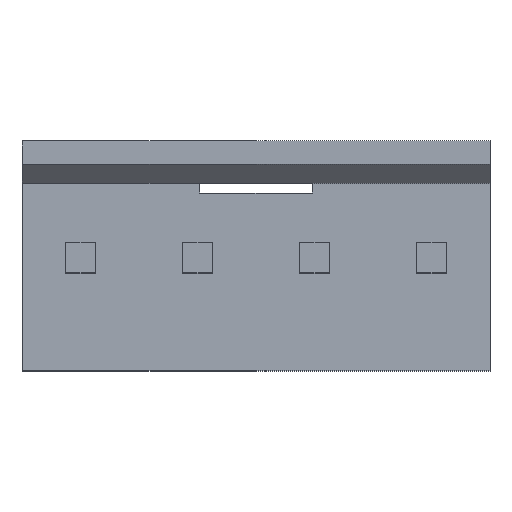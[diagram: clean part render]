
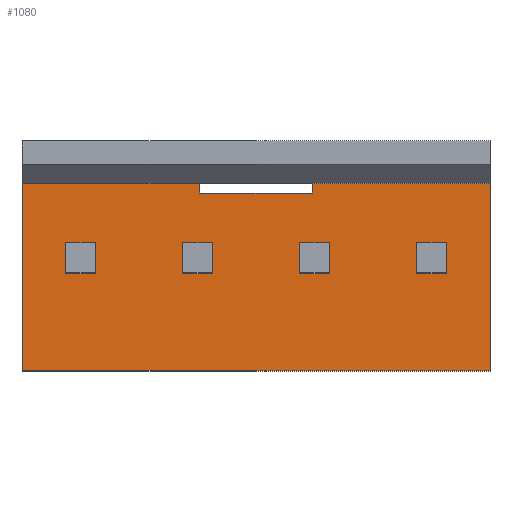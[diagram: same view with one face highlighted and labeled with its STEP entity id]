
A CAD part, top view. The second image highlights one B-rep face of the part: STEP entity #1080.
In plain terms, the highlighted planar face has unit normal (0, 0, 1).
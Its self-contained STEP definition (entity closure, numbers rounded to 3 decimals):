
#142=DIRECTION('',(0.,-1.,0.));
#143=VECTOR('',#142,4.);
#144=CARTESIAN_POINT('',(-5.,1.6,-7.5));
#145=LINE('',#144,#143);
#294=DIRECTION('',(-1.,0.,0.));
#295=VECTOR('',#294,0.64);
#296=CARTESIAN_POINT('',(-3.43,-0.32,-7.5));
#297=LINE('',#296,#295);
#298=DIRECTION('',(0.,1.,0.));
#299=VECTOR('',#298,0.64);
#300=CARTESIAN_POINT('',(-3.43,-0.32,-7.5));
#301=LINE('',#300,#299);
#302=DIRECTION('',(-1.,0.,0.));
#303=VECTOR('',#302,0.64);
#304=CARTESIAN_POINT('',(-3.43,0.32,-7.5));
#305=LINE('',#304,#303);
#306=DIRECTION('',(0.,1.,0.));
#307=VECTOR('',#306,0.64);
#308=CARTESIAN_POINT('',(-4.07,-0.32,-7.5));
#309=LINE('',#308,#307);
#310=DIRECTION('',(-1.,0.,0.));
#311=VECTOR('',#310,0.64);
#312=CARTESIAN_POINT('',(-0.93,-0.32,-7.5));
#313=LINE('',#312,#311);
#314=DIRECTION('',(0.,1.,0.));
#315=VECTOR('',#314,0.64);
#316=CARTESIAN_POINT('',(-0.93,-0.32,-7.5));
#317=LINE('',#316,#315);
#318=DIRECTION('',(-1.,0.,0.));
#319=VECTOR('',#318,0.64);
#320=CARTESIAN_POINT('',(-0.93,0.32,-7.5));
#321=LINE('',#320,#319);
#322=DIRECTION('',(0.,1.,0.));
#323=VECTOR('',#322,0.64);
#324=CARTESIAN_POINT('',(-1.57,-0.32,-7.5));
#325=LINE('',#324,#323);
#326=DIRECTION('',(-1.,0.,0.));
#327=VECTOR('',#326,0.64);
#328=CARTESIAN_POINT('',(1.57,-0.32,-7.5));
#329=LINE('',#328,#327);
#330=DIRECTION('',(0.,1.,0.));
#331=VECTOR('',#330,0.64);
#332=CARTESIAN_POINT('',(1.57,-0.32,-7.5));
#333=LINE('',#332,#331);
#334=DIRECTION('',(-1.,0.,0.));
#335=VECTOR('',#334,0.64);
#336=CARTESIAN_POINT('',(1.57,0.32,-7.5));
#337=LINE('',#336,#335);
#338=DIRECTION('',(0.,1.,0.));
#339=VECTOR('',#338,0.64);
#340=CARTESIAN_POINT('',(0.93,-0.32,-7.5));
#341=LINE('',#340,#339);
#342=DIRECTION('',(-1.,0.,0.));
#343=VECTOR('',#342,0.64);
#344=CARTESIAN_POINT('',(4.07,-0.32,-7.5));
#345=LINE('',#344,#343);
#346=DIRECTION('',(0.,1.,0.));
#347=VECTOR('',#346,0.64);
#348=CARTESIAN_POINT('',(4.07,-0.32,-7.5));
#349=LINE('',#348,#347);
#350=DIRECTION('',(-1.,0.,0.));
#351=VECTOR('',#350,0.64);
#352=CARTESIAN_POINT('',(4.07,0.32,-7.5));
#353=LINE('',#352,#351);
#354=DIRECTION('',(0.,1.,0.));
#355=VECTOR('',#354,0.64);
#356=CARTESIAN_POINT('',(3.43,-0.32,-7.5));
#357=LINE('',#356,#355);
#358=DIRECTION('',(0.,-1.,0.));
#359=VECTOR('',#358,0.2);
#360=CARTESIAN_POINT('',(1.2,1.6,-7.5));
#361=LINE('',#360,#359);
#362=DIRECTION('',(1.,0.,0.));
#363=VECTOR('',#362,3.8);
#364=CARTESIAN_POINT('',(1.2,1.6,-7.5));
#365=LINE('',#364,#363);
#366=DIRECTION('',(1.,0.,0.));
#367=VECTOR('',#366,3.8);
#368=CARTESIAN_POINT('',(-5.,1.6,-7.5));
#369=LINE('',#368,#367);
#370=DIRECTION('',(0.,-1.,0.));
#371=VECTOR('',#370,0.2);
#372=CARTESIAN_POINT('',(-1.2,1.6,-7.5));
#373=LINE('',#372,#371);
#374=DIRECTION('',(1.,0.,0.));
#375=VECTOR('',#374,2.4);
#376=CARTESIAN_POINT('',(-1.2,1.4,-7.5));
#377=LINE('',#376,#375);
#662=DIRECTION('',(0.,-1.,0.));
#663=VECTOR('',#662,4.);
#664=CARTESIAN_POINT('',(5.,1.6,-7.5));
#665=LINE('',#664,#663);
#670=DIRECTION('',(1.,0.,0.));
#671=VECTOR('',#670,10.);
#672=CARTESIAN_POINT('',(-5.,-2.4,-7.5));
#673=LINE('',#672,#671);
#674=CARTESIAN_POINT('',(-5.,1.6,-7.5));
#675=CARTESIAN_POINT('',(-5.,-2.4,-7.5));
#676=VERTEX_POINT('',#674);
#677=VERTEX_POINT('',#675);
#682=CARTESIAN_POINT('',(5.,1.6,-7.5));
#683=CARTESIAN_POINT('',(5.,-2.4,-7.5));
#684=VERTEX_POINT('',#682);
#685=VERTEX_POINT('',#683);
#690=CARTESIAN_POINT('',(-3.43,-0.32,-7.5));
#691=CARTESIAN_POINT('',(-4.07,-0.32,-7.5));
#692=VERTEX_POINT('',#690);
#693=VERTEX_POINT('',#691);
#694=CARTESIAN_POINT('',(-3.43,0.32,-7.5));
#695=CARTESIAN_POINT('',(-4.07,0.32,-7.5));
#696=VERTEX_POINT('',#694);
#697=VERTEX_POINT('',#695);
#742=CARTESIAN_POINT('',(-0.93,-0.32,-7.5));
#743=CARTESIAN_POINT('',(-1.57,-0.32,-7.5));
#744=VERTEX_POINT('',#742);
#745=VERTEX_POINT('',#743);
#746=CARTESIAN_POINT('',(-0.93,0.32,-7.5));
#747=CARTESIAN_POINT('',(-1.57,0.32,-7.5));
#748=VERTEX_POINT('',#746);
#749=VERTEX_POINT('',#747);
#774=CARTESIAN_POINT('',(1.57,-0.32,-7.5));
#775=CARTESIAN_POINT('',(0.93,-0.32,-7.5));
#776=VERTEX_POINT('',#774);
#777=VERTEX_POINT('',#775);
#778=CARTESIAN_POINT('',(1.57,0.32,-7.5));
#779=CARTESIAN_POINT('',(0.93,0.32,-7.5));
#780=VERTEX_POINT('',#778);
#781=VERTEX_POINT('',#779);
#790=CARTESIAN_POINT('',(1.2,1.6,-7.5));
#791=CARTESIAN_POINT('',(1.2,1.4,-7.5));
#792=VERTEX_POINT('',#790);
#793=VERTEX_POINT('',#791);
#794=CARTESIAN_POINT('',(-1.2,1.4,-7.5));
#795=VERTEX_POINT('',#794);
#800=CARTESIAN_POINT('',(-1.2,1.6,-7.5));
#801=VERTEX_POINT('',#800);
#838=CARTESIAN_POINT('',(4.07,-0.32,-7.5));
#839=CARTESIAN_POINT('',(3.43,-0.32,-7.5));
#840=VERTEX_POINT('',#838);
#841=VERTEX_POINT('',#839);
#842=CARTESIAN_POINT('',(4.07,0.32,-7.5));
#843=CARTESIAN_POINT('',(3.43,0.32,-7.5));
#844=VERTEX_POINT('',#842);
#845=VERTEX_POINT('',#843);
#1019=CARTESIAN_POINT('',(-5.,1.6,-7.5));
#1020=DIRECTION('',(0.,0.,1.));
#1021=DIRECTION('',(0.,-1.,0.));
#1022=AXIS2_PLACEMENT_3D('',#1019,#1020,#1021);
#1023=PLANE('',#1022);
#1025=ORIENTED_EDGE('',*,*,#1024,.F.);
#1027=ORIENTED_EDGE('',*,*,#1026,.T.);
#1029=ORIENTED_EDGE('',*,*,#1028,.T.);
#1031=ORIENTED_EDGE('',*,*,#1030,.F.);
#1032=ORIENTED_EDGE('',*,*,#863,.F.);
#1034=ORIENTED_EDGE('',*,*,#1033,.T.);
#1036=ORIENTED_EDGE('',*,*,#1035,.T.);
#1038=ORIENTED_EDGE('',*,*,#1037,.T.);
#1039=EDGE_LOOP('',(#1025,#1027,#1029,#1031,#1032,#1034,#1036,#1038));
#1040=FACE_OUTER_BOUND('',#1039,.F.);
#1042=ORIENTED_EDGE('',*,*,#1041,.F.);
#1044=ORIENTED_EDGE('',*,*,#1043,.T.);
#1046=ORIENTED_EDGE('',*,*,#1045,.T.);
#1048=ORIENTED_EDGE('',*,*,#1047,.F.);
#1049=EDGE_LOOP('',(#1042,#1044,#1046,#1048));
#1050=FACE_BOUND('',#1049,.F.);
#1052=ORIENTED_EDGE('',*,*,#1051,.F.);
#1054=ORIENTED_EDGE('',*,*,#1053,.T.);
#1056=ORIENTED_EDGE('',*,*,#1055,.T.);
#1058=ORIENTED_EDGE('',*,*,#1057,.F.);
#1059=EDGE_LOOP('',(#1052,#1054,#1056,#1058));
#1060=FACE_BOUND('',#1059,.F.);
#1062=ORIENTED_EDGE('',*,*,#1061,.F.);
#1064=ORIENTED_EDGE('',*,*,#1063,.T.);
#1066=ORIENTED_EDGE('',*,*,#1065,.T.);
#1068=ORIENTED_EDGE('',*,*,#1067,.F.);
#1069=EDGE_LOOP('',(#1062,#1064,#1066,#1068));
#1070=FACE_BOUND('',#1069,.F.);
#1071=ORIENTED_EDGE('',*,*,#993,.F.);
#1073=ORIENTED_EDGE('',*,*,#1072,.T.);
#1075=ORIENTED_EDGE('',*,*,#1074,.T.);
#1077=ORIENTED_EDGE('',*,*,#1076,.F.);
#1078=EDGE_LOOP('',(#1071,#1073,#1075,#1077));
#1079=FACE_BOUND('',#1078,.F.);
#863=EDGE_CURVE('',#676,#677,#145,.T.);
#993=EDGE_CURVE('',#692,#693,#297,.T.);
#1024=EDGE_CURVE('',#792,#793,#361,.T.);
#1026=EDGE_CURVE('',#792,#684,#365,.T.);
#1028=EDGE_CURVE('',#684,#685,#665,.T.);
#1030=EDGE_CURVE('',#677,#685,#673,.T.);
#1033=EDGE_CURVE('',#676,#801,#369,.T.);
#1035=EDGE_CURVE('',#801,#795,#373,.T.);
#1037=EDGE_CURVE('',#795,#793,#377,.T.);
#1041=EDGE_CURVE('',#744,#745,#313,.T.);
#1043=EDGE_CURVE('',#744,#748,#317,.T.);
#1045=EDGE_CURVE('',#748,#749,#321,.T.);
#1047=EDGE_CURVE('',#745,#749,#325,.T.);
#1051=EDGE_CURVE('',#776,#777,#329,.T.);
#1053=EDGE_CURVE('',#776,#780,#333,.T.);
#1055=EDGE_CURVE('',#780,#781,#337,.T.);
#1057=EDGE_CURVE('',#777,#781,#341,.T.);
#1061=EDGE_CURVE('',#840,#841,#345,.T.);
#1063=EDGE_CURVE('',#840,#844,#349,.T.);
#1065=EDGE_CURVE('',#844,#845,#353,.T.);
#1067=EDGE_CURVE('',#841,#845,#357,.T.);
#1072=EDGE_CURVE('',#692,#696,#301,.T.);
#1074=EDGE_CURVE('',#696,#697,#305,.T.);
#1076=EDGE_CURVE('',#693,#697,#309,.T.);
#1080=ADVANCED_FACE('',(#1040,#1050,#1060,#1070,#1079),#1023,.T.);
